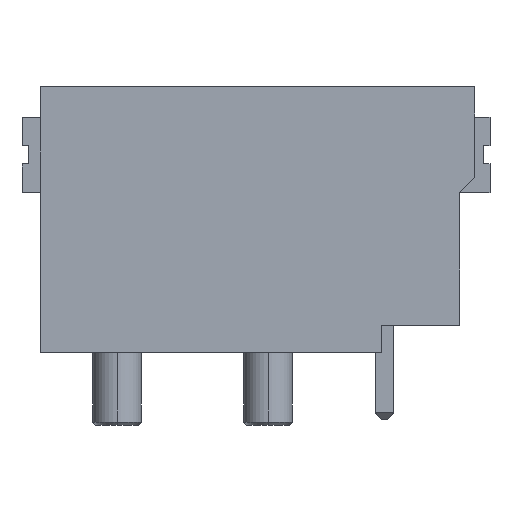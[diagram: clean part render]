
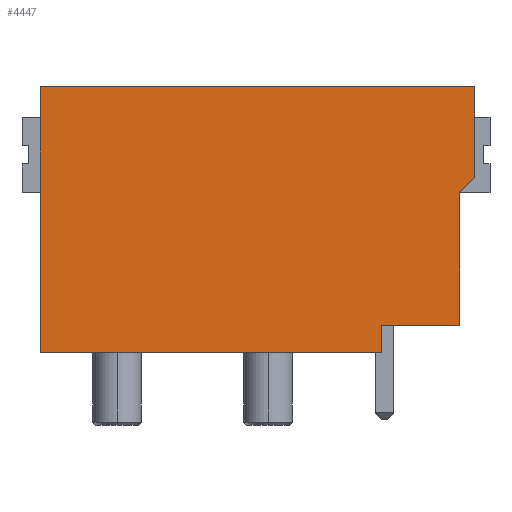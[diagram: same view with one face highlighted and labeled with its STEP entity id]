
A CAD part, top view. The second image highlights one B-rep face of the part: STEP entity #4447.
In plain terms, the highlighted planar face has unit normal (0, 0, 1).
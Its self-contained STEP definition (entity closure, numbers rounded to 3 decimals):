
#129 = EDGE_CURVE ( 'NONE', #6488, #8333, #9229, .T. ) ;
#252 = LINE ( 'NONE', #3054, #2378 ) ;
#326 = ORIENTED_EDGE ( 'NONE', *, *, #355, .T. ) ;
#355 = EDGE_CURVE ( 'NONE', #5431, #8703, #8222, .T. ) ;
#599 = CARTESIAN_POINT ( 'NONE',  ( 6.95, 8.8, 2.6 ) ) ;
#802 = VECTOR ( 'NONE', #9565, 1000. ) ;
#807 = DIRECTION ( 'NONE',  ( -1., 0., 0. ) ) ;
#849 = ORIENTED_EDGE ( 'NONE', *, *, #4983, .T. ) ;
#1133 = LINE ( 'NONE', #2747, #802 ) ;
#1191 = CARTESIAN_POINT ( 'NONE',  ( -6.95, 8.8, 2.6 ) ) ;
#1421 = VECTOR ( 'NONE', #5171, 1000. ) ;
#1619 = EDGE_CURVE ( 'NONE', #8287, #6488, #6293, .T. ) ;
#1722 = EDGE_CURVE ( 'NONE', #4443, #7605, #7858, .T. ) ;
#1904 = CARTESIAN_POINT ( 'NONE',  ( 6.95, 5.3, 2.6 ) ) ;
#2322 = CARTESIAN_POINT ( 'NONE',  ( 4.35, 0., 2.6 ) ) ;
#2378 = VECTOR ( 'NONE', #9224, 1000. ) ;
#2439 = ORIENTED_EDGE ( 'NONE', *, *, #1619, .F. ) ;
#2461 = VECTOR ( 'NONE', #5455, 1000. ) ;
#2545 = LINE ( 'NONE', #3196, #2461 ) ;
#2569 = ORIENTED_EDGE ( 'NONE', *, *, #1722, .F. ) ;
#2747 = CARTESIAN_POINT ( 'NONE',  ( 7.45, 8.8, 2.6 ) ) ;
#3054 = CARTESIAN_POINT ( 'NONE',  ( -6.95, 0., 2.6 ) ) ;
#3196 = CARTESIAN_POINT ( 'NONE',  ( -6.95, 8.8, 2.6 ) ) ;
#3310 = CARTESIAN_POINT ( 'NONE',  ( 4.35, 0.9, 2.6 ) ) ;
#3534 = ORIENTED_EDGE ( 'NONE', *, *, #129, .F. ) ;
#3812 = CARTESIAN_POINT ( 'NONE',  ( -6.95, 8.8, 2.6 ) ) ;
#3956 = FACE_OUTER_BOUND ( 'NONE', #6034, .T. ) ;
#4129 = CARTESIAN_POINT ( 'NONE',  ( 7.45, 5.8, 2.6 ) ) ;
#4177 = ORIENTED_EDGE ( 'NONE', *, *, #9395, .T. ) ;
#4443 = VERTEX_POINT ( 'NONE', #5382 ) ;
#4447 = ADVANCED_FACE ( 'NONE', ( #3956 ), #6919, .F. ) ;
#4983 = EDGE_CURVE ( 'NONE', #4443, #6846, #2545, .T. ) ;
#5171 = DIRECTION ( 'NONE',  ( 0., -1., 0. ) ) ;
#5348 = CARTESIAN_POINT ( 'NONE',  ( 4.35, 0.9, 2.6 ) ) ;
#5382 = CARTESIAN_POINT ( 'NONE',  ( -6.95, 8.8, 2.6 ) ) ;
#5431 = VERTEX_POINT ( 'NONE', #1904 ) ;
#5455 = DIRECTION ( 'NONE',  ( 0., -1., 0. ) ) ;
#5470 = DIRECTION ( 'NONE',  ( 0., -1., 0. ) ) ;
#5906 = LINE ( 'NONE', #599, #1421 ) ;
#6031 = DIRECTION ( 'NONE',  ( 0., 0., -1. ) ) ;
#6034 = EDGE_LOOP ( 'NONE', ( #4177, #3534, #2439, #8308, #326, #6338, #2569, #849 ) ) ;
#6293 = LINE ( 'NONE', #5348, #9176 ) ;
#6338 = ORIENTED_EDGE ( 'NONE', *, *, #9198, .F. ) ;
#6488 = VERTEX_POINT ( 'NONE', #9154 ) ;
#6606 = CARTESIAN_POINT ( 'NONE',  ( 1.75, 0.1, 2.6 ) ) ;
#6846 = VERTEX_POINT ( 'NONE', #9432 ) ;
#6919 = PLANE ( 'NONE',  #7960 ) ;
#6969 = VECTOR ( 'NONE', #7221, 1000. ) ;
#7085 = VECTOR ( 'NONE', #5470, 1000. ) ;
#7147 = CARTESIAN_POINT ( 'NONE',  ( 7.45, 8.8, 2.6 ) ) ;
#7221 = DIRECTION ( 'NONE',  ( 1., 0., 0. ) ) ;
#7557 = VECTOR ( 'NONE', #8169, 1000. ) ;
#7605 = VERTEX_POINT ( 'NONE', #7147 ) ;
#7858 = LINE ( 'NONE', #1191, #6969 ) ;
#7960 = AXIS2_PLACEMENT_3D ( 'NONE', #3812, #6031, #807 ) ;
#8169 = DIRECTION ( 'NONE',  ( 0.707, 0.707, 0. ) ) ;
#8222 = LINE ( 'NONE', #6606, #7557 ) ;
#8287 = VERTEX_POINT ( 'NONE', #9186 ) ;
#8308 = ORIENTED_EDGE ( 'NONE', *, *, #9317, .F. ) ;
#8333 = VERTEX_POINT ( 'NONE', #2322 ) ;
#8703 = VERTEX_POINT ( 'NONE', #4129 ) ;
#9154 = CARTESIAN_POINT ( 'NONE',  ( 4.35, 0.9, 2.6 ) ) ;
#9176 = VECTOR ( 'NONE', #9307, 1000. ) ;
#9186 = CARTESIAN_POINT ( 'NONE',  ( 6.95, 0.9, 2.6 ) ) ;
#9198 = EDGE_CURVE ( 'NONE', #7605, #8703, #1133, .T. ) ;
#9224 = DIRECTION ( 'NONE',  ( 1., 0., 0. ) ) ;
#9229 = LINE ( 'NONE', #3310, #7085 ) ;
#9307 = DIRECTION ( 'NONE',  ( -1., 0., 0. ) ) ;
#9317 = EDGE_CURVE ( 'NONE', #5431, #8287, #5906, .T. ) ;
#9395 = EDGE_CURVE ( 'NONE', #6846, #8333, #252, .T. ) ;
#9432 = CARTESIAN_POINT ( 'NONE',  ( -6.95, 0., 2.6 ) ) ;
#9565 = DIRECTION ( 'NONE',  ( 0., -1., 0. ) ) ;
